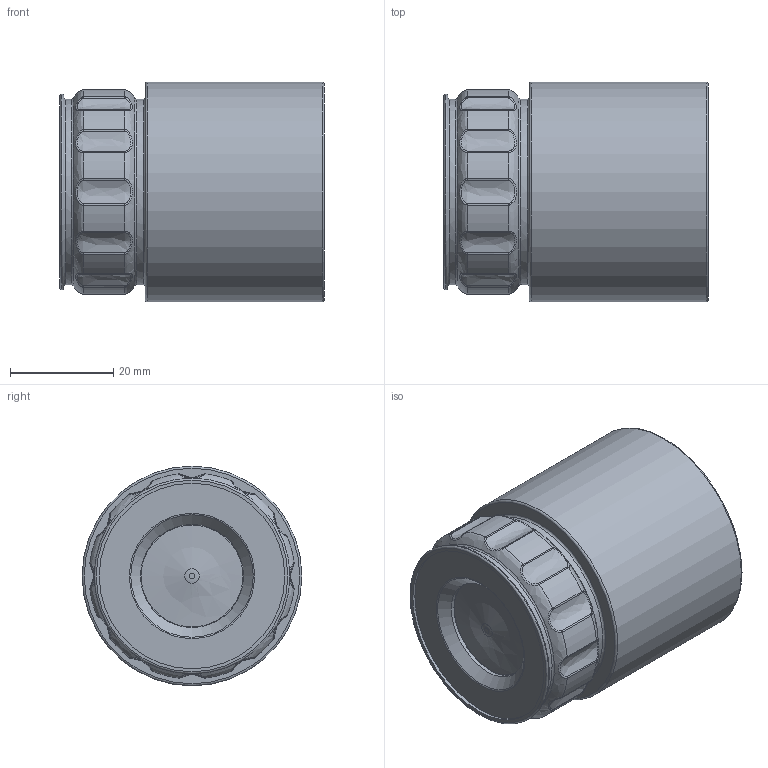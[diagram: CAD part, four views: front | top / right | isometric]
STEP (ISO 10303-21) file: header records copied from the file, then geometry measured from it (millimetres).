
FILE_DESCRIPTION(/* description */ (''),/* implementation_level */ '2;1');
FILE_NAME(/* name */ 'V760_Display_Mockup v1.step',/* time_stamp */ '2022-11-13T02:19:54-05:00',/* author */ (''),/* organization */ (''),/* preprocessor_version */ 'ST-DEVELOPER v19.2',/* originating_system */ 'Autodesk Translation Framework v11.17.0.187',/* authorisation */ '');
FILE_SCHEMA (('AUTOMOTIVE_DESIGN { 1 0 10303 214 3 1 1 }'));
Length unit declared in the file: millimetre
Products named in the file (1): V760_Display_Mockup
Bounding box: 51.3 x 42.65 x 42.65 mm (x, y, z)
Volume: 67247.3 mm3; surface area: 10011 mm2
Topology: 1 solids, 1 shells, 146 faces, 344 edges, 181 vertices
Faces by surface type: bspline 90, cylinder 41, torus 7, plane 7, cone 1
Full cylindrical faces by diameter (mm): 20 x1, 36 x3, 42.65 x1
Entity records: 37141 total; most frequent: CARTESIAN_POINT 34243, ORIENTED_EDGE 640, DIRECTION 520, EDGE_CURVE 320, AXIS2_PLACEMENT_3D 233, VERTEX_POINT 181, EDGE_LOOP 151, FACE_OUTER_BOUND 146
